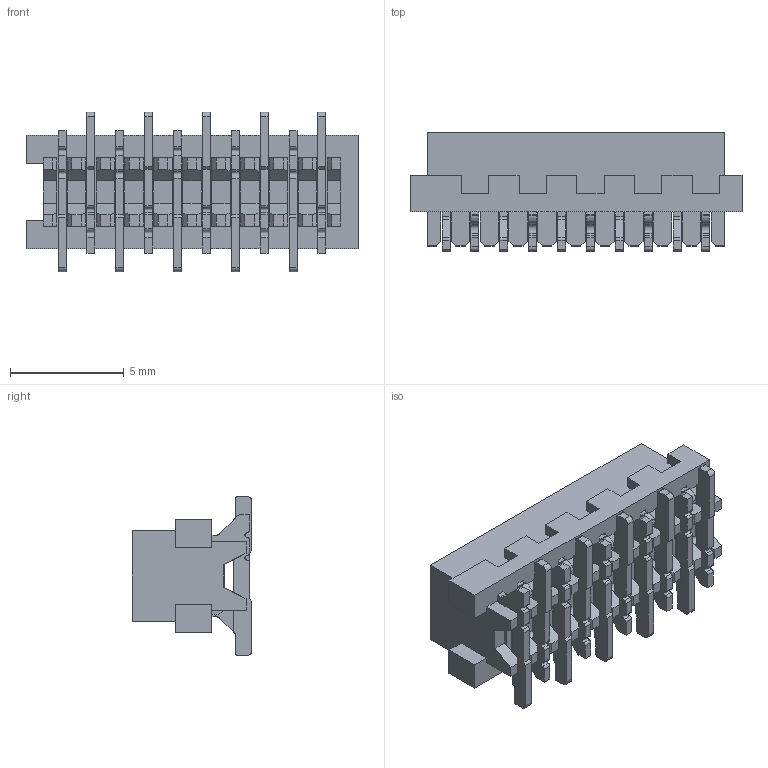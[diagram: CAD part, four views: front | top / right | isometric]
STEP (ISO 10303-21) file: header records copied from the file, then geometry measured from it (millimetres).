
FILE_DESCRIPTION (( 'STEP AP214' ), '1' );
FILE_NAME ('User Library-mm-10p-smd_p1-27_l14-6_w5_h5-25.STEP', '2020-03-30T22:26:41', ( '' ), ( '' ), 'SwSTEP 2.0', 'SolidWorks 2019', '' );
FILE_SCHEMA (( 'AUTOMOTIVE_DESIGN' ));
Length unit declared in the file: millimetre
Products named in the file (1): User Library-mm-10p-smd_p1-27_l14-6_w5_h5-25
Bounding box: 14.6 x 5.25 x 7 mm (x, y, z)
Volume: 240.4 mm3; surface area: 766 mm2
Topology: 1 solids, 1 shells, 1192 faces, 3420 edges, 2220 vertices
Faces by surface type: plane 862, cylinder 330
Entity records: 44129 total; most frequent: ORIENTED_EDGE 6840, CARTESIAN_POINT 6833, DIRECTION 6586, EDGE_CURVE 3420, LINE 2640, VECTOR 2640, VERTEX_POINT 2220, AXIS2_PLACEMENT_3D 1973
